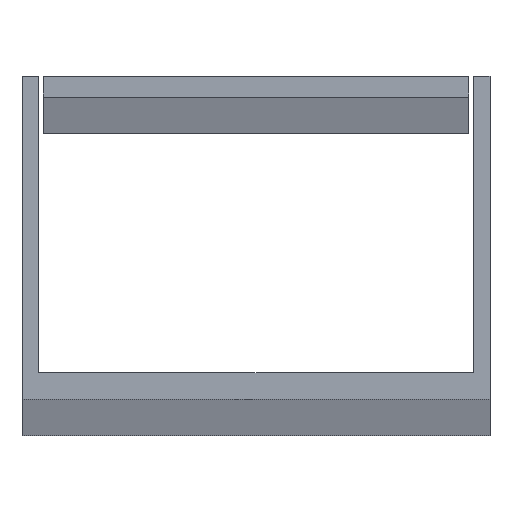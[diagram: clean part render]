
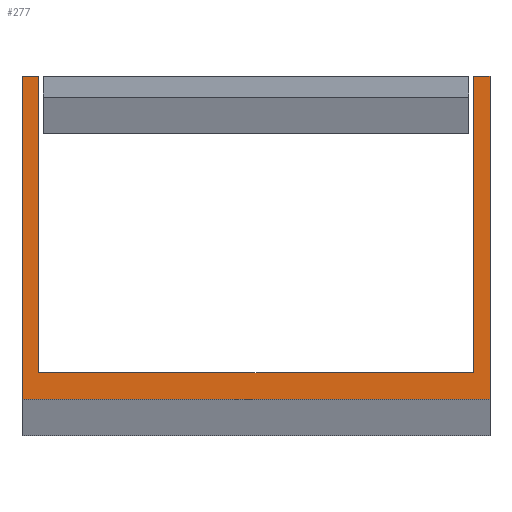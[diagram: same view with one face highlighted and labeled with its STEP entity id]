
A CAD part, top view. The second image highlights one B-rep face of the part: STEP entity #277.
In plain terms, the highlighted planar face has unit normal (0, 0, 1).
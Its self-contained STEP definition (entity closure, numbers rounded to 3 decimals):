
#25=FACE_OUTER_BOUND('',#41,.T.);
#41=EDGE_LOOP('',(#213,#214,#215,#216,#217,#218,#219,#220));
#51=LINE('',#394,#87);
#55=LINE('',#401,#91);
#58=LINE('',#407,#94);
#60=LINE('',#412,#96);
#63=LINE('',#418,#99);
#66=LINE('',#424,#102);
#69=LINE('',#430,#105);
#72=LINE('',#434,#108);
#87=VECTOR('',#322,10.);
#91=VECTOR('',#328,10.);
#94=VECTOR('',#333,10.);
#96=VECTOR('',#337,10.);
#99=VECTOR('',#342,10.);
#102=VECTOR('',#347,10.);
#105=VECTOR('',#352,10.);
#108=VECTOR('',#357,10.);
#123=VERTEX_POINT('',#391);
#124=VERTEX_POINT('',#393);
#126=VERTEX_POINT('',#399);
#128=VERTEX_POINT('',#405);
#130=VERTEX_POINT('',#411);
#132=VERTEX_POINT('',#417);
#134=VERTEX_POINT('',#423);
#136=VERTEX_POINT('',#429);
#147=EDGE_CURVE('',#123,#124,#51,.T.);
#151=EDGE_CURVE('',#126,#123,#55,.T.);
#154=EDGE_CURVE('',#128,#126,#58,.T.);
#156=EDGE_CURVE('',#130,#124,#60,.T.);
#159=EDGE_CURVE('',#132,#130,#63,.T.);
#162=EDGE_CURVE('',#134,#132,#66,.T.);
#165=EDGE_CURVE('',#136,#134,#69,.T.);
#168=EDGE_CURVE('',#136,#128,#72,.T.);
#213=ORIENTED_EDGE('',*,*,#168,.F.);
#214=ORIENTED_EDGE('',*,*,#165,.T.);
#215=ORIENTED_EDGE('',*,*,#162,.T.);
#216=ORIENTED_EDGE('',*,*,#159,.T.);
#217=ORIENTED_EDGE('',*,*,#156,.T.);
#218=ORIENTED_EDGE('',*,*,#147,.F.);
#219=ORIENTED_EDGE('',*,*,#151,.F.);
#220=ORIENTED_EDGE('',*,*,#154,.F.);
#261=PLANE('',#308);
#277=ADVANCED_FACE('',(#25),#261,.T.);
#308=AXIS2_PLACEMENT_3D('',#435,#358,#359);
#322=DIRECTION('',(0.,-1.,0.));
#328=DIRECTION('',(1.,0.,0.));
#333=DIRECTION('',(0.,1.,0.));
#337=DIRECTION('',(1.,0.,0.));
#342=DIRECTION('',(0.,-1.,0.));
#347=DIRECTION('',(-1.,0.,0.));
#352=DIRECTION('',(0.,1.,0.));
#357=DIRECTION('',(1.,0.,0.));
#358=DIRECTION('center_axis',(0.,0.,1.));
#359=DIRECTION('ref_axis',(1.,0.,0.));
#391=CARTESIAN_POINT('',(11.3,15.6,1000.));
#393=CARTESIAN_POINT('',(11.3,0.,1000.));
#394=CARTESIAN_POINT('',(11.3,15.6,1000.));
#399=CARTESIAN_POINT('',(10.48,15.6,1000.));
#401=CARTESIAN_POINT('',(10.48,15.6,1000.));
#405=CARTESIAN_POINT('',(10.48,1.3,1000.));
#407=CARTESIAN_POINT('',(10.48,1.3,1000.));
#411=CARTESIAN_POINT('',(-11.3,0.,1000.));
#412=CARTESIAN_POINT('',(-11.3,0.,1000.));
#417=CARTESIAN_POINT('',(-11.3,15.6,1000.));
#418=CARTESIAN_POINT('',(-11.3,15.6,1000.));
#423=CARTESIAN_POINT('',(-10.48,15.6,1000.));
#424=CARTESIAN_POINT('',(-10.48,15.6,1000.));
#429=CARTESIAN_POINT('',(-10.48,1.3,1000.));
#430=CARTESIAN_POINT('',(-10.48,1.3,1000.));
#434=CARTESIAN_POINT('',(0.,1.3,1000.));
#435=CARTESIAN_POINT('Origin',(-5.65,7.8,1000.));
